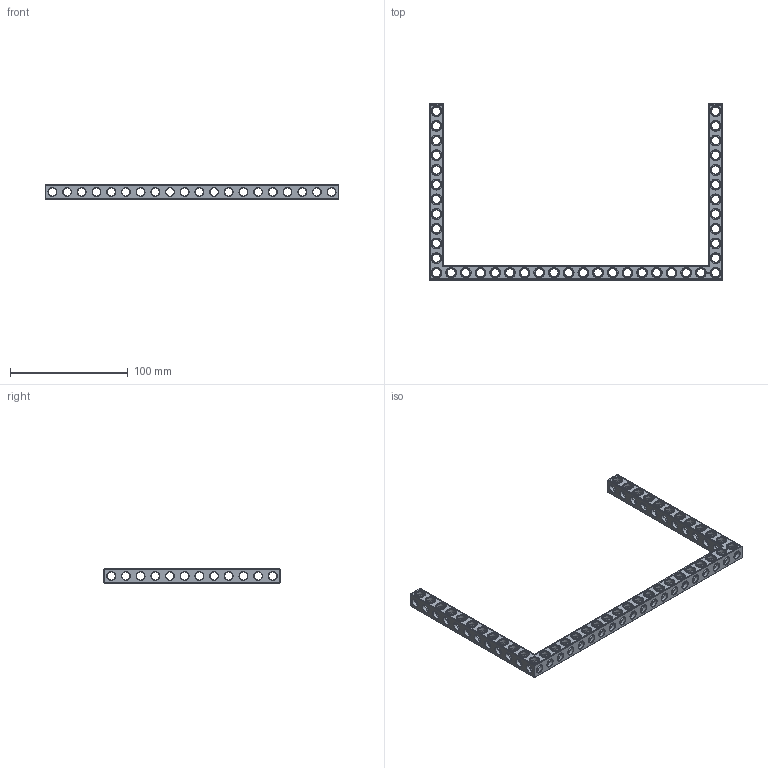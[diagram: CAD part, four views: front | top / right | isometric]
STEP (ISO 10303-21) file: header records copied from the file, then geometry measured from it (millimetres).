
FILE_DESCRIPTION(('FreeCAD Model'),'2;1');
FILE_NAME('Open CASCADE Shape Model','2022-03-09T23:11:36',('Author'),( ''),'Open CASCADE STEP processor 7.5','FreeCAD','Unknown');
FILE_SCHEMA(('AUTOMOTIVE_DESIGN { 1 0 10303 214 1 1 1 1 }'));
Products named in the file (1): Beam AGD ESS USH SYM BU20x12x01 - SPN-BEM-0642 (stemfie.org)
Bounding box: 250 x 150 x 12.5 mm (x, y, z)
Volume: 41032.1 mm3; surface area: 36623.2 mm2
Topology: 1 solids, 1 shells, 996 faces, 3072 edges, 1986 vertices
Faces by surface type: plane 421, cylinder 253, cone 170, extrusion 152
Full cylindrical faces by diameter (mm): 6.98 x26, 7 x185, 9.2 x42
Entity records: 194243 total; most frequent: CARTESIAN_POINT 136900, DIRECTION 9402, ORIENTED_EDGE 6144, PCURVE 6144, DEFINITIONAL_REPRESENTATION 6144, VECTOR 5620, LINE 5468, EDGE_CURVE 3072
